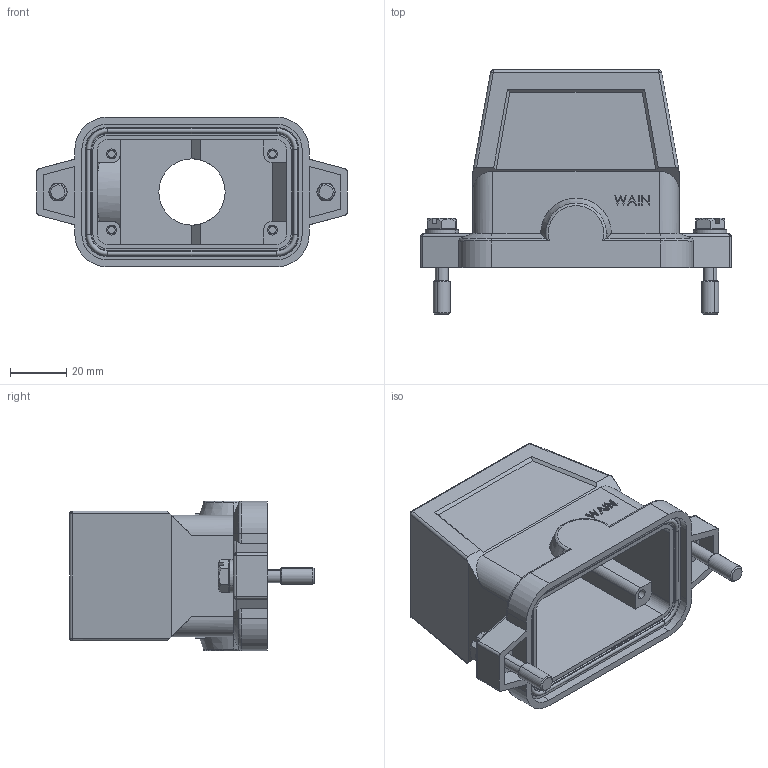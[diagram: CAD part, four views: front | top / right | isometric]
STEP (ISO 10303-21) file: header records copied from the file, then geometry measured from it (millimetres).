
FILE_DESCRIPTION((''),'2;1');
FILE_NAME('3D_1150104205103_HP10B-TEH-2S-M','2024-01-27T',('13001'),(''),'PRO/ENGINEER BY PARAMETRIC TECHNOLOGY CORPORATION, 2012480','PRO/ENGINEER BY PARAMETRIC TECHNOLOGY CORPORATION, 2012480','');
FILE_SCHEMA(('CONFIG_CONTROL_DESIGN'));
Length unit declared in the file: millimetre
Products named in the file (1): 3D_1150104205103_HP10B-TEH-2S-M
Bounding box: 110 x 86.6 x 53 mm (x, y, z)
Volume: 89699.7 mm3; surface area: 41039.4 mm2
Topology: 1 solids, 1 shells, 427 faces, 1069 edges, 665 vertices
Faces by surface type: plane 241, cylinder 116, cone 28, torus 26, sphere 16
Entity records: 12767 total; most frequent: CARTESIAN_POINT 2496, DIRECTION 2144, ORIENTED_EDGE 2106, EDGE_CURVE 1053, AXIS2_PLACEMENT_3D 726, VECTOR 692, LINE 692, VERTEX_POINT 665
